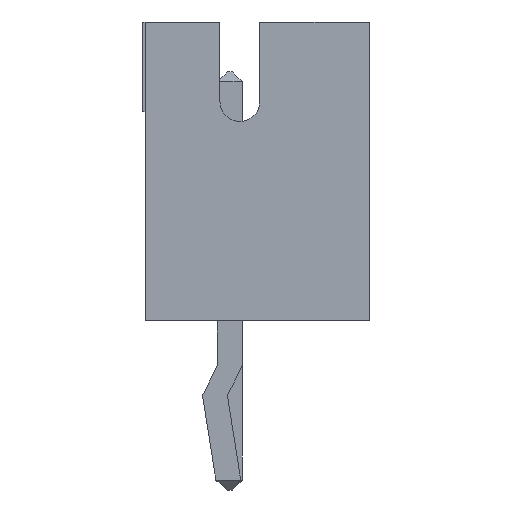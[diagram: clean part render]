
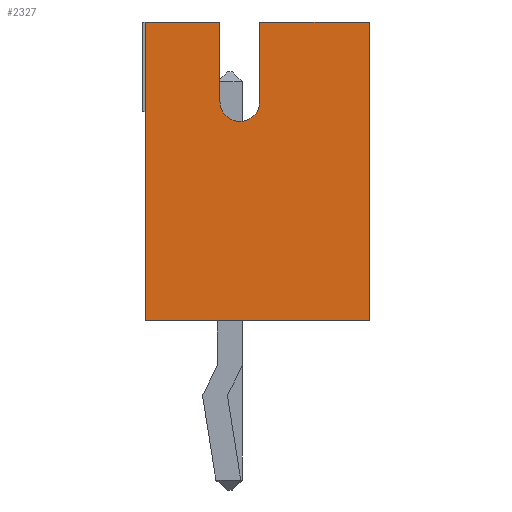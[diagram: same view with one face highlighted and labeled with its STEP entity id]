
A CAD part, left-side view. The second image highlights one B-rep face of the part: STEP entity #2327.
In plain terms, the highlighted planar face has unit normal (-1, 0, 0).
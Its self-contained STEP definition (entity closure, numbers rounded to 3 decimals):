
#167 = VERTEX_POINT('',#168);
#168 = CARTESIAN_POINT('',(-1.95,1.7,6.));
#174 = EDGE_CURVE('',#175,#167,#177,.T.);
#175 = VERTEX_POINT('',#176);
#176 = CARTESIAN_POINT('',(-1.95,1.7,0.));
#177 = LINE('',#178,#179);
#178 = CARTESIAN_POINT('',(-1.95,1.7,0.));
#179 = VECTOR('',#180,1.);
#180 = DIRECTION('',(0.,0.,1.));
#647 = VERTEX_POINT('',#648);
#648 = CARTESIAN_POINT('',(-1.95,-2.8,0.));
#656 = EDGE_CURVE('',#647,#657,#659,.T.);
#657 = VERTEX_POINT('',#658);
#658 = CARTESIAN_POINT('',(-1.95,-2.8,6.));
#659 = LINE('',#660,#661);
#660 = CARTESIAN_POINT('',(-1.95,-2.8,0.));
#661 = VECTOR('',#662,1.);
#662 = DIRECTION('',(0.,0.,1.));
#2317 = EDGE_CURVE('',#175,#647,#2318,.T.);
#2318 = LINE('',#2319,#2320);
#2319 = CARTESIAN_POINT('',(-1.95,1.7,0.));
#2320 = VECTOR('',#2321,1.);
#2321 = DIRECTION('',(0.,-1.,0.));
#2327 = ADVANCED_FACE('',(#2328),#2372,.F.);
#2328 = FACE_BOUND('',#2329,.F.);
#2329 = EDGE_LOOP('',(#2330,#2331,#2332,#2340,#2348,#2357,#2365,#2371));
#2330 = ORIENTED_EDGE('',*,*,#2317,.F.);
#2331 = ORIENTED_EDGE('',*,*,#174,.T.);
#2332 = ORIENTED_EDGE('',*,*,#2333,.T.);
#2333 = EDGE_CURVE('',#167,#2334,#2336,.T.);
#2334 = VERTEX_POINT('',#2335);
#2335 = CARTESIAN_POINT('',(-1.95,0.2,6.));
#2336 = LINE('',#2337,#2338);
#2337 = CARTESIAN_POINT('',(-1.95,1.7,6.));
#2338 = VECTOR('',#2339,1.);
#2339 = DIRECTION('',(0.,-1.,0.));
#2340 = ORIENTED_EDGE('',*,*,#2341,.T.);
#2341 = EDGE_CURVE('',#2334,#2342,#2344,.T.);
#2342 = VERTEX_POINT('',#2343);
#2343 = CARTESIAN_POINT('',(-1.95,0.2,4.4));
#2344 = LINE('',#2345,#2346);
#2345 = CARTESIAN_POINT('',(-1.95,0.2,3.));
#2346 = VECTOR('',#2347,1.);
#2347 = DIRECTION('',(0.,0.,-1.));
#2348 = ORIENTED_EDGE('',*,*,#2349,.F.);
#2349 = EDGE_CURVE('',#2350,#2342,#2352,.T.);
#2350 = VERTEX_POINT('',#2351);
#2351 = CARTESIAN_POINT('',(-1.95,-0.6,4.4));
#2352 = CIRCLE('',#2353,0.4);
#2353 = AXIS2_PLACEMENT_3D('',#2354,#2355,#2356);
#2354 = CARTESIAN_POINT('',(-1.95,-0.2,4.4));
#2355 = DIRECTION('',(1.,0.,0.));
#2356 = DIRECTION('',(0.,1.,0.));
#2357 = ORIENTED_EDGE('',*,*,#2358,.T.);
#2358 = EDGE_CURVE('',#2350,#2359,#2361,.T.);
#2359 = VERTEX_POINT('',#2360);
#2360 = CARTESIAN_POINT('',(-1.95,-0.6,6.));
#2361 = LINE('',#2362,#2363);
#2362 = CARTESIAN_POINT('',(-1.95,-0.6,2.2));
#2363 = VECTOR('',#2364,1.);
#2364 = DIRECTION('',(0.,0.,1.));
#2365 = ORIENTED_EDGE('',*,*,#2366,.T.);
#2366 = EDGE_CURVE('',#2359,#657,#2367,.T.);
#2367 = LINE('',#2368,#2369);
#2368 = CARTESIAN_POINT('',(-1.95,1.7,6.));
#2369 = VECTOR('',#2370,1.);
#2370 = DIRECTION('',(0.,-1.,0.));
#2371 = ORIENTED_EDGE('',*,*,#656,.F.);
#2372 = PLANE('',#2373);
#2373 = AXIS2_PLACEMENT_3D('',#2374,#2375,#2376);
#2374 = CARTESIAN_POINT('',(-1.95,1.7,0.));
#2375 = DIRECTION('',(1.,0.,0.));
#2376 = DIRECTION('',(0.,-1.,0.));
